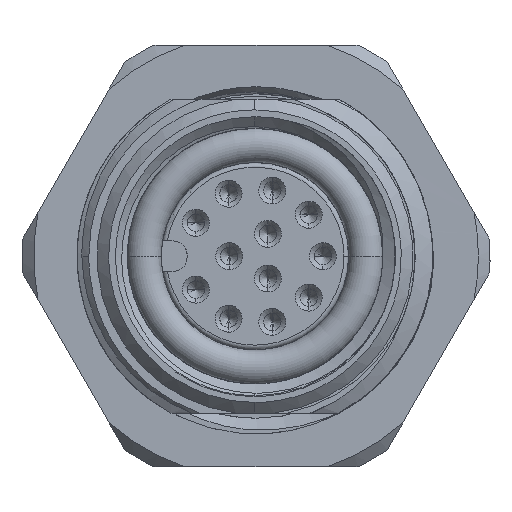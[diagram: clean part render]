
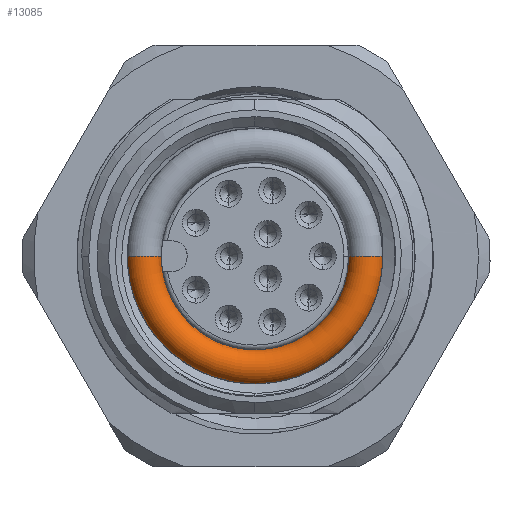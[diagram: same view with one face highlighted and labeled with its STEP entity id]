
A CAD part, left-side view. The second image highlights one B-rep face of the part: STEP entity #13085.
In plain terms, the highlighted toroidal (fillet/blend) face has major radius 4.75 mm and minor radius 0.75 mm.
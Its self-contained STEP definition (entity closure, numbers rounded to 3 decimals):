
#515 = ORIENTED_EDGE ( 'NONE', *, *, #22146, .T. ) ;
#1677 = EDGE_CURVE ( 'NONE', #33999, #13040, #4512, .T. ) ;
#2140 = DIRECTION ( 'NONE',  ( 0., 1., 0. ) ) ;
#2232 = EDGE_LOOP ( 'NONE', ( #28713, #7673, #515, #9757, #6085 ) ) ;
#3192 = DIRECTION ( 'NONE',  ( 0., 1., 0. ) ) ;
#3728 = CARTESIAN_POINT ( 'NONE',  ( -13.166, 3.9, -9.391 ) ) ;
#4507 = CARTESIAN_POINT ( 'NONE',  ( -13.162, 3.824, -9.677 ) ) ;
#4512 = CIRCLE ( 'NONE', #33548, 0.75 ) ;
#6085 = ORIENTED_EDGE ( 'NONE', *, *, #19777, .T. ) ;
#6328 = FACE_OUTER_BOUND ( 'NONE', #2232, .T. ) ;
#7020 = CARTESIAN_POINT ( 'NONE',  ( -13.165, 3.884, -9.455 ) ) ;
#7209 = CARTESIAN_POINT ( 'NONE',  ( -13.149, 3.551, -10.341 ) ) ;
#7673 = ORIENTED_EDGE ( 'NONE', *, *, #1677, .F. ) ;
#9375 = DIRECTION ( 'NONE',  ( 1., 0., 0. ) ) ;
#9382 = VERTEX_POINT ( 'NONE', #17063 ) ;
#9525 = CARTESIAN_POINT ( 'NONE',  ( -13.156, 3.702, -10.021 ) ) ;
#9757 = ORIENTED_EDGE ( 'NONE', *, *, #29704, .F. ) ;
#10064 = CARTESIAN_POINT ( 'NONE',  ( -13.177, 4., -8.505 ) ) ;
#10291 = CARTESIAN_POINT ( 'NONE',  ( -13.145, 3.466, -10.498 ) ) ;
#10412 = CARTESIAN_POINT ( 'NONE',  ( -13.087, 4.745, -8.505 ) ) ;
#12497 = TOROIDAL_SURFACE ( 'NONE', #26088, 4.75, 0.75 ) ;
#13040 = VERTEX_POINT ( 'NONE', #27009 ) ;
#13085 = ADVANCED_FACE ( 'NONE', ( #6328 ), #12497, .T. ) ;
#14321 = AXIS2_PLACEMENT_3D ( 'NONE', #10412, #32058, #31288 ) ;
#15500 = CARTESIAN_POINT ( 'NONE',  ( -13.174, 4., -8.787 ) ) ;
#16083 = CARTESIAN_POINT ( 'NONE',  ( -13.171, 3.969, -9.063 ) ) ;
#16279 = CARTESIAN_POINT ( 'NONE',  ( -13.152, 3.618, -10.208 ) ) ;
#17063 = CARTESIAN_POINT ( 'NONE',  ( -13.087, 5.495, -8.505 ) ) ;
#18116 = CARTESIAN_POINT ( 'NONE',  ( -13.087, -0.005, -8.505 ) ) ;
#18414 = CARTESIAN_POINT ( 'NONE',  ( -13.151, 3.589, -10.268 ) ) ;
#18527 = DIRECTION ( 'NONE',  ( 0., -1., 0. ) ) ;
#18611 = CARTESIAN_POINT ( 'NONE',  ( -13.136, 3.247, -10.849 ) ) ;
#19777 = EDGE_CURVE ( 'NONE', #33331, #9382, #31026, .T. ) ;
#20592 = CARTESIAN_POINT ( 'NONE',  ( -13.087, -0.005, -8.505 ) ) ;
#20683 = CARTESIAN_POINT ( 'NONE',  ( -13.087, -0.005, -8.505 ) ) ;
#20694 = EDGE_CURVE ( 'NONE', #13040, #9382, #21720, .T. ) ;
#21299 = CARTESIAN_POINT ( 'NONE',  ( -13.149, 3.555, -10.333 ) ) ;
#21720 = CIRCLE ( 'NONE', #27268, 5.5 ) ;
#21880 = CARTESIAN_POINT ( 'NONE',  ( -13.165, 3.875, -9.493 ) ) ;
#22071 = CARTESIAN_POINT ( 'NONE',  ( -13.099, 2.681, -11.47 ) ) ;
#22146 = EDGE_CURVE ( 'NONE', #33999, #25594, #37140, .T. ) ;
#23519 = AXIS2_PLACEMENT_3D ( 'NONE', #20683, #32507, #32325 ) ;
#24604 = CARTESIAN_POINT ( 'NONE',  ( -13.167, 3.907, -9.359 ) ) ;
#24798 = CARTESIAN_POINT ( 'NONE',  ( -13.165, 3.888, -9.44 ) ) ;
#24993 = CARTESIAN_POINT ( 'NONE',  ( -13.163, 3.851, -9.587 ) ) ;
#25594 = VERTEX_POINT ( 'NONE', #34255 ) ;
#26088 = AXIS2_PLACEMENT_3D ( 'NONE', #18116, #26822, #2140 ) ;
#26822 = DIRECTION ( 'NONE',  ( 1., 0., 0. ) ) ;
#27009 = CARTESIAN_POINT ( 'NONE',  ( -13.087, -5.505, -8.505 ) ) ;
#27268 = AXIS2_PLACEMENT_3D ( 'NONE', #20592, #9375, #3192 ) ;
#27308 = CARTESIAN_POINT ( 'NONE',  ( -13.087, 2.649, -11.498 ) ) ;
#27700 = CARTESIAN_POINT ( 'NONE',  ( -13.177, 4., -8.505 ) ) ;
#28083 = CARTESIAN_POINT ( 'NONE',  ( -13.149, 3.544, -10.355 ) ) ;
#28713 = ORIENTED_EDGE ( 'NONE', *, *, #20694, .F. ) ;
#29280 = CARTESIAN_POINT ( 'NONE',  ( -13.087, -4.005, -8.505 ) ) ;
#29704 = EDGE_CURVE ( 'NONE', #33331, #25594, #35531, .T. ) ;
#30212 = CARTESIAN_POINT ( 'NONE',  ( -13.093, 2.649, -11.497 ) ) ;
#30528 = DIRECTION ( 'NONE',  ( 0., 0., 1. ) ) ;
#30611 = CARTESIAN_POINT ( 'NONE',  ( -13.148, 3.516, -10.407 ) ) ;
#31026 = CIRCLE ( 'NONE', #14321, 0.75 ) ;
#31104 = CARTESIAN_POINT ( 'NONE',  ( -13.087, -4.755, -8.505 ) ) ;
#31288 = DIRECTION ( 'NONE',  ( -1., 0., 0. ) ) ;
#32058 = DIRECTION ( 'NONE',  ( 0., 0., -1. ) ) ;
#32325 = DIRECTION ( 'NONE',  ( 0., 1., 0. ) ) ;
#32507 = DIRECTION ( 'NONE',  ( 1., 0., 0. ) ) ;
#33125 = CARTESIAN_POINT ( 'NONE',  ( -13.112, 2.803, -11.355 ) ) ;
#33324 = CARTESIAN_POINT ( 'NONE',  ( -13.13, 3.116, -11.014 ) ) ;
#33331 = VERTEX_POINT ( 'NONE', #10064 ) ;
#33548 = AXIS2_PLACEMENT_3D ( 'NONE', #31104, #30528, #18527 ) ;
#33705 = CARTESIAN_POINT ( 'NONE',  ( -13.143, 3.415, -10.583 ) ) ;
#33999 = VERTEX_POINT ( 'NONE', #29280 ) ;
#34255 = CARTESIAN_POINT ( 'NONE',  ( -13.087, 2.649, -11.498 ) ) ;
#35531 = B_SPLINE_CURVE_WITH_KNOTS ( 'NONE', 3,
 ( #27700, #15500, #16083, #24604, #3728, #24798, #7020, #21880, #24993, #4507, #36048, #9525, #16279, #18414, #21299, #7209, #28083, #36819, #30611, #10291, #33705, #18611, #33324, #36432, #33125, #22071, #30212, #27308 ),
 .UNSPECIFIED., .F., .F.,
 ( 4, 2, 2, 2, 1, 2, 2, 2, 2, 2, 1, 2, 2, 2, 4 ),
 ( 0.646, 0.735, 0.746, 0.751, 0.757, 0.779, 0.823, 0.845, 0.848, 0.851, 0.856, 0.867, 0.912, 0.956, 1. ),
 .UNSPECIFIED. ) ;
#36048 = CARTESIAN_POINT ( 'NONE',  ( -13.158, 3.754, -9.888 ) ) ;
#36432 = CARTESIAN_POINT ( 'NONE',  ( -13.118, 2.894, -11.267 ) ) ;
#36819 = CARTESIAN_POINT ( 'NONE',  ( -13.149, 3.541, -10.36 ) ) ;
#37140 = CIRCLE ( 'NONE', #23519, 4. ) ;
